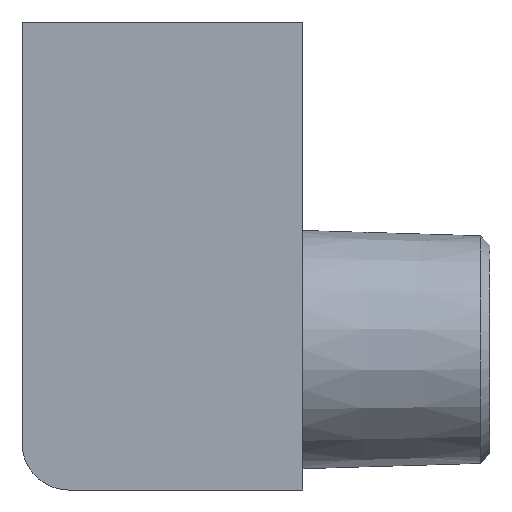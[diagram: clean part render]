
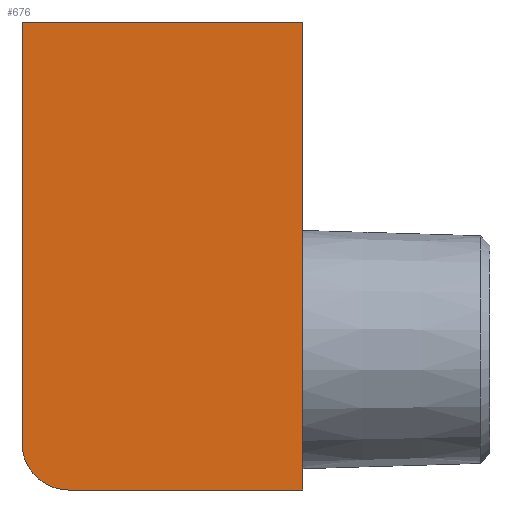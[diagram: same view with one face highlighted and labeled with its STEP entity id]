
A CAD part, left-side view. The second image highlights one B-rep face of the part: STEP entity #676.
In plain terms, the highlighted planar face has unit normal (-1, 0, 0).
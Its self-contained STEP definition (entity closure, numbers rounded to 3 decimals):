
#40 = DIRECTION ( 'NONE',  ( 1., 0., 0. ) ) ;
#45 = DIRECTION ( 'NONE',  ( 0., 0., -1. ) ) ;
#101 = CARTESIAN_POINT ( 'NONE',  ( -6., 20., 14. ) ) ;
#103 = CARTESIAN_POINT ( 'NONE',  ( -6., 20., -6. ) ) ;
#115 = DIRECTION ( 'NONE',  ( 0., -1., 0. ) ) ;
#122 = DIRECTION ( 'NONE',  ( 0., -1., 0. ) ) ;
#136 = CARTESIAN_POINT ( 'NONE',  ( -6., 20., -6. ) ) ;
#149 = PLANE ( 'NONE',  #247 ) ;
#177 = FACE_OUTER_BOUND ( 'NONE', #855, .T. ) ;
#197 = AXIS2_PLACEMENT_3D ( 'NONE', #351, #349, #347 ) ;
#247 = AXIS2_PLACEMENT_3D ( 'NONE', #103, #40, #45 ) ;
#270 = VECTOR ( 'NONE', #115, 1000. ) ;
#271 = LINE ( 'NONE', #101, #270 ) ;
#276 = VECTOR ( 'NONE', #122, 1000. ) ;
#277 = LINE ( 'NONE', #136, #276 ) ;
#298 = CIRCLE ( 'NONE', #197, 2. ) ;
#313 = VECTOR ( 'NONE', #381, 1000. ) ;
#314 = LINE ( 'NONE', #382, #313 ) ;
#318 = VECTOR ( 'NONE', #388, 1000. ) ;
#319 = LINE ( 'NONE', #391, #318 ) ;
#347 = DIRECTION ( 'NONE',  ( 0., 0., -1. ) ) ;
#349 = DIRECTION ( 'NONE',  ( -1., 0., 0. ) ) ;
#351 = CARTESIAN_POINT ( 'NONE',  ( -6., 18., -4. ) ) ;
#381 = DIRECTION ( 'NONE',  ( 0., 0., 1. ) ) ;
#382 = CARTESIAN_POINT ( 'NONE',  ( -6., 8., -6. ) ) ;
#388 = DIRECTION ( 'NONE',  ( 0., 0., 1. ) ) ;
#391 = CARTESIAN_POINT ( 'NONE',  ( -6., 20., -6. ) ) ;
#546 = CARTESIAN_POINT ( 'NONE',  ( -6., 8., -6. ) ) ;
#549 = CARTESIAN_POINT ( 'NONE',  ( -6., 18., -6. ) ) ;
#550 = CARTESIAN_POINT ( 'NONE',  ( -6., 20., 14. ) ) ;
#552 = VERTEX_POINT ( 'NONE', #550 ) ;
#553 = VERTEX_POINT ( 'NONE', #588 ) ;
#554 = VERTEX_POINT ( 'NONE', #549 ) ;
#558 = VERTEX_POINT ( 'NONE', #546 ) ;
#559 = VERTEX_POINT ( 'NONE', #590 ) ;
#588 = CARTESIAN_POINT ( 'NONE',  ( -6., 20., -4. ) ) ;
#590 = CARTESIAN_POINT ( 'NONE',  ( -6., 8., 14. ) ) ;
#622 = EDGE_CURVE ( 'NONE', #553, #552, #319, .T. ) ;
#624 = EDGE_CURVE ( 'NONE', #558, #559, #314, .T. ) ;
#632 = EDGE_CURVE ( 'NONE', #553, #554, #298, .T. ) ;
#641 = EDGE_CURVE ( 'NONE', #554, #558, #277, .T. ) ;
#644 = EDGE_CURVE ( 'NONE', #552, #559, #271, .T. ) ;
#676 = ADVANCED_FACE ( 'NONE', ( #177 ), #149, .F. ) ;
#782 = ORIENTED_EDGE ( 'NONE', *, *, #632, .T. ) ;
#784 = ORIENTED_EDGE ( 'NONE', *, *, #641, .T. ) ;
#785 = ORIENTED_EDGE ( 'NONE', *, *, #624, .T. ) ;
#786 = ORIENTED_EDGE ( 'NONE', *, *, #644, .F. ) ;
#805 = ORIENTED_EDGE ( 'NONE', *, *, #622, .F. ) ;
#855 = EDGE_LOOP ( 'NONE', ( #805, #782, #784, #785, #786 ) ) ;
